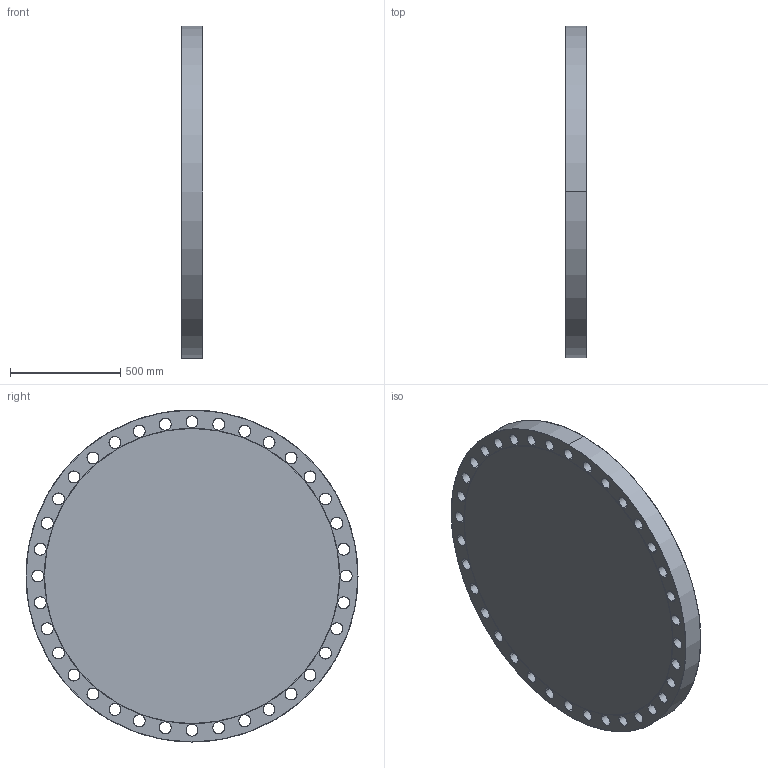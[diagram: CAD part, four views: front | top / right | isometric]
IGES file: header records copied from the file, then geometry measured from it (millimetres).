
Start section: SolidWorks IGES file using analytic representation for surfaces
Global section: file name: 44_CL250_B161_RF_BLF.IGS; native system: SolidWorks 2023; preprocessor: SolidWorks 2023; author: Ken_Snader; date: 240112.170120; units: inch
Bounding box: 96.84 x 1504.95 x 1504.95 mm (x, y, z)
Surface area: 4431371.4 mm2 (no closed solid volume)
Topology: 0 solids, 0 shells, 79 faces, 2864 edges, 2864 vertices
Faces by surface type: revolution 76, bspline 3
